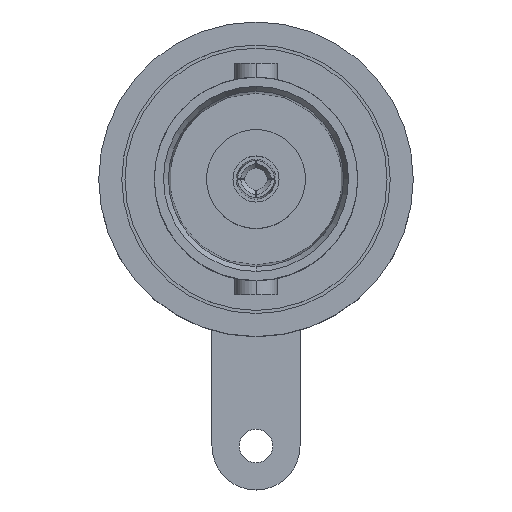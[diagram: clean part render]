
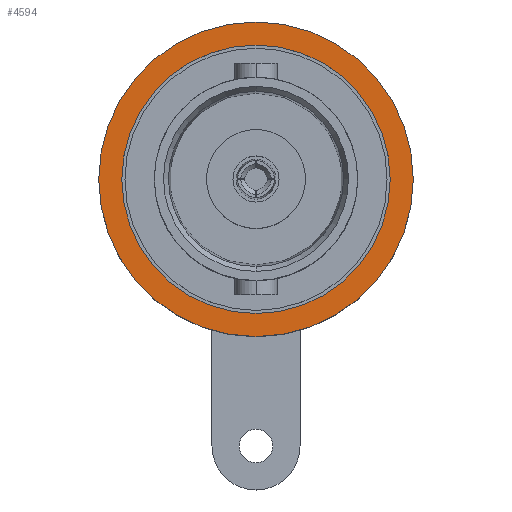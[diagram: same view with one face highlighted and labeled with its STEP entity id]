
A CAD part, top view. The second image highlights one B-rep face of the part: STEP entity #4594.
In plain terms, the highlighted planar face has unit normal (0, 0, 1).
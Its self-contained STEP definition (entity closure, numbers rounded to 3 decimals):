
#172 = AXIS2_PLACEMENT_3D ( 'NONE', #9389, #3280, #10415 ) ;
#474 = DIRECTION ( 'NONE',  ( 0., 0., 1. ) ) ;
#628 = VERTEX_POINT ( 'NONE', #13165 ) ;
#855 = FACE_BOUND ( 'NONE', #12818, .T. ) ;
#974 = CARTESIAN_POINT ( 'NONE',  ( 0., 0., -10.6 ) ) ;
#1531 = PLANE ( 'NONE',  #9902 ) ;
#1704 = DIRECTION ( 'NONE',  ( 0., 0., 1. ) ) ;
#2415 = DIRECTION ( 'NONE',  ( 0., -1., 0. ) ) ;
#2565 = EDGE_CURVE ( 'NONE', #628, #10961, #10262, .T. ) ;
#2932 = CIRCLE ( 'NONE', #6472, 7.5 ) ;
#3079 = ORIENTED_EDGE ( 'NONE', *, *, #9390, .F. ) ;
#3280 = DIRECTION ( 'NONE',  ( 0., 0., 1. ) ) ;
#3297 = CARTESIAN_POINT ( 'NONE',  ( 0., 0., -10.6 ) ) ;
#4594 = ADVANCED_FACE ( 'NONE', ( #855, #11446 ), #1531, .F. ) ;
#4765 = EDGE_CURVE ( 'NONE', #11333, #8231, #7892, .T. ) ;
#5181 = CARTESIAN_POINT ( 'NONE',  ( 6.4, 0., -10.6 ) ) ;
#5534 = ORIENTED_EDGE ( 'NONE', *, *, #4765, .T. ) ;
#6029 = DIRECTION ( 'NONE',  ( 0., 1., 0. ) ) ;
#6246 = EDGE_LOOP ( 'NONE', ( #5534, #8788 ) ) ;
#6270 = ORIENTED_EDGE ( 'NONE', *, *, #2565, .F. ) ;
#6472 = AXIS2_PLACEMENT_3D ( 'NONE', #7841, #1704, #8878 ) ;
#6494 = DIRECTION ( 'NONE',  ( 0., -1., 0. ) ) ;
#7507 = DIRECTION ( 'NONE',  ( 0., 0., 1. ) ) ;
#7770 = CARTESIAN_POINT ( 'NONE',  ( 0., 6.4, -10.6 ) ) ;
#7841 = CARTESIAN_POINT ( 'NONE',  ( 0., 0., -10.6 ) ) ;
#7892 = CIRCLE ( 'NONE', #10737, 7.5 ) ;
#8231 = VERTEX_POINT ( 'NONE', #11556 ) ;
#8788 = ORIENTED_EDGE ( 'NONE', *, *, #8897, .T. ) ;
#8878 = DIRECTION ( 'NONE',  ( 0., -1., 0. ) ) ;
#8897 = EDGE_CURVE ( 'NONE', #8231, #11333, #2932, .T. ) ;
#9389 = CARTESIAN_POINT ( 'NONE',  ( 0., 0., -10.6 ) ) ;
#9390 = EDGE_CURVE ( 'NONE', #10961, #628, #10136, .T. ) ;
#9902 = AXIS2_PLACEMENT_3D ( 'NONE', #5181, #11764, #6029 ) ;
#10136 = CIRCLE ( 'NONE', #172, 6.4 ) ;
#10262 = CIRCLE ( 'NONE', #11337, 6.4 ) ;
#10415 = DIRECTION ( 'NONE',  ( 0., -1., 0. ) ) ;
#10737 = AXIS2_PLACEMENT_3D ( 'NONE', #974, #474, #6494 ) ;
#10961 = VERTEX_POINT ( 'NONE', #7770 ) ;
#11333 = VERTEX_POINT ( 'NONE', #12064 ) ;
#11337 = AXIS2_PLACEMENT_3D ( 'NONE', #3297, #7507, #2415 ) ;
#11446 = FACE_OUTER_BOUND ( 'NONE', #6246, .T. ) ;
#11556 = CARTESIAN_POINT ( 'NONE',  ( 0., 7.5, -10.6 ) ) ;
#11764 = DIRECTION ( 'NONE',  ( 0., 0., -1. ) ) ;
#12064 = CARTESIAN_POINT ( 'NONE',  ( 0., -7.5, -10.6 ) ) ;
#12818 = EDGE_LOOP ( 'NONE', ( #6270, #3079 ) ) ;
#13165 = CARTESIAN_POINT ( 'NONE',  ( 0., -6.4, -10.6 ) ) ;
